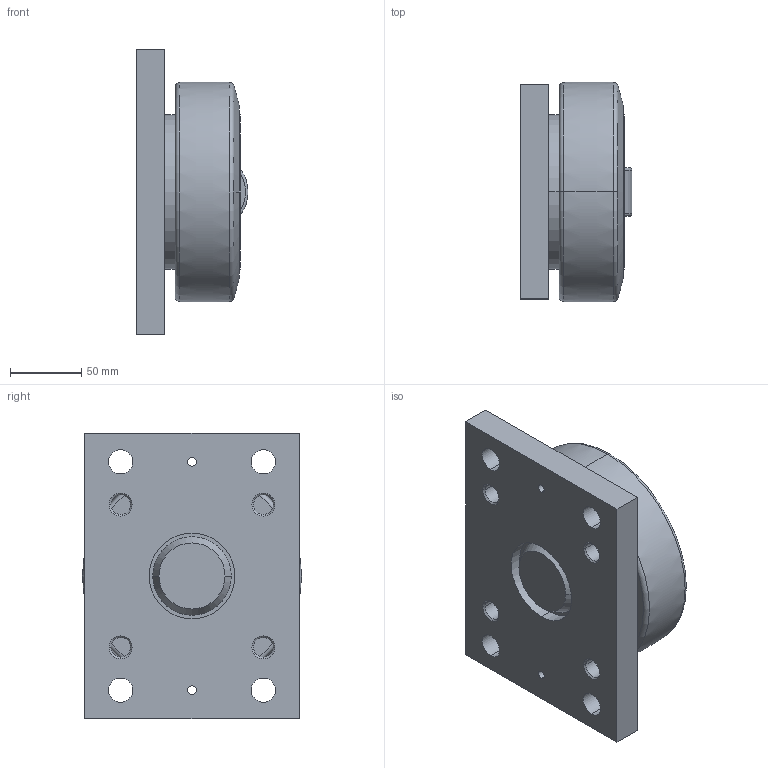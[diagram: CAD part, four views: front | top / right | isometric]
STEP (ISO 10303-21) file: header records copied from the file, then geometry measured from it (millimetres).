
FILE_DESCRIPTION(('STEP AP214'),'1');
FILE_NAME('PR_4_463_AP_6.stp','2016-05-11T09:56:28',('TraceParts'),('TraceParts S.A.'),'Spatial InterOp 3D',' ',' ');
FILE_SCHEMA(('automotive_design'));
Length unit declared in the file: millimetre
Products named in the file (1): 1
Bounding box: 78.5 x 153.76 x 200 mm (x, y, z)
Volume: 1451382.2 mm3; surface area: 123329.9 mm2
Topology: 1 solids, 1 shells, 75 faces, 184 edges, 117 vertices
Faces by surface type: cylinder 28, cone 20, plane 19, torus 8
Entity records: 2460 total; most frequent: CARTESIAN_POINT 553, DIRECTION 431, ORIENTED_EDGE 368, EDGE_CURVE 184, AXIS2_PLACEMENT_3D 179, VERTEX_POINT 117, CIRCLE 103, EDGE_LOOP 101
